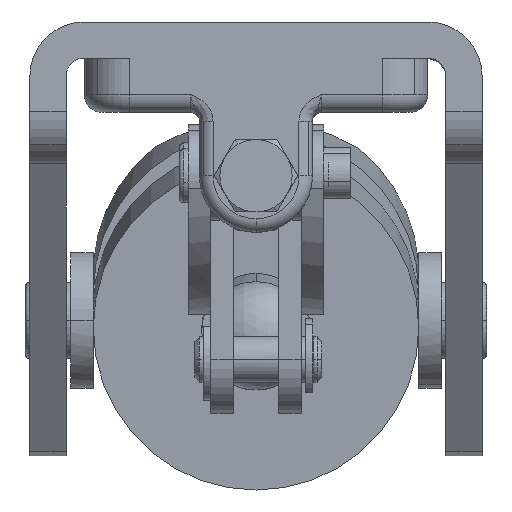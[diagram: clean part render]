
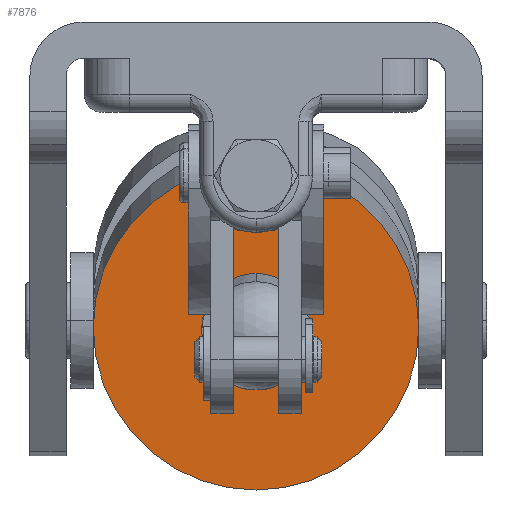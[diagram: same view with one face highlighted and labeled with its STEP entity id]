
A CAD part, left-side view. The second image highlights one B-rep face of the part: STEP entity #7876.
In plain terms, the highlighted planar face has unit normal (-0.998, 0, -0.065).
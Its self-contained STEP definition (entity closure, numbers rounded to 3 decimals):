
#5430=CARTESIAN_POINT('',(117.814,8.343,-41.746));
#5431=VERTEX_POINT('',#5430);
#5440=CARTESIAN_POINT('',(115.459,8.343,-5.823));
#5441=VERTEX_POINT('',#5440);
#5442=CARTESIAN_POINT('',(116.637,8.343,-23.785));
#5443=DIRECTION('',(0.998,0.,0.065));
#5444=DIRECTION('',(0.065,0.,-0.998));
#5445=AXIS2_PLACEMENT_3D('',#5442,#5443,#5444);
#5446=CIRCLE('',#5445,18.);
#5447=EDGE_CURVE('',#5431,#5441,#5446,.T.);
#5638=CARTESIAN_POINT('',(117.029,8.343,-29.772));
#5639=VERTEX_POINT('',#5638);
#5681=CARTESIAN_POINT('',(116.244,8.343,-17.798));
#5682=VERTEX_POINT('',#5681);
#5689=CARTESIAN_POINT('',(116.637,8.343,-23.785));
#5690=DIRECTION('',(0.998,0.,0.065));
#5691=DIRECTION('',(0.065,0.,-0.998));
#5692=AXIS2_PLACEMENT_3D('',#5689,#5690,#5691);
#5693=CIRCLE('',#5692,6.);
#5694=EDGE_CURVE('',#5639,#5682,#5693,.T.);
#7822=CARTESIAN_POINT('',(116.637,8.343,-23.785));
#7823=DIRECTION('',(0.998,0.,0.065));
#7824=DIRECTION('',(0.065,0.,-0.998));
#7825=AXIS2_PLACEMENT_3D('',#7822,#7823,#7824);
#7826=CIRCLE('',#7825,6.);
#7827=EDGE_CURVE('',#5682,#5639,#7826,.T.);
#7857=CARTESIAN_POINT('',(117.422,8.343,-35.759));
#7858=DIRECTION('',(-0.998,0.,-0.065));
#7859=DIRECTION('',(0.0,1.0,0.0));
#7860=AXIS2_PLACEMENT_3D('',#7857,#7858,#7859);
#7861=PLANE('',#7860);
#7862=ORIENTED_EDGE('',*,*,#5447,.F.);
#7863=CARTESIAN_POINT('',(116.637,8.343,-23.785));
#7864=DIRECTION('',(0.998,0.,0.065));
#7865=DIRECTION('',(0.065,0.,-0.998));
#7866=AXIS2_PLACEMENT_3D('',#7863,#7864,#7865);
#7867=CIRCLE('',#7866,18.);
#7868=EDGE_CURVE('',#5441,#5431,#7867,.T.);
#7869=ORIENTED_EDGE('',*,*,#7868,.F.);
#7870=EDGE_LOOP('',(#7862,#7869));
#7871=FACE_OUTER_BOUND('',#7870,.T.);
#7872=ORIENTED_EDGE('',*,*,#5694,.T.);
#7873=ORIENTED_EDGE('',*,*,#7827,.T.);
#7874=EDGE_LOOP('',(#7872,#7873));
#7875=FACE_BOUND('',#7874,.T.);
#7876=ADVANCED_FACE('',(#7871,#7875),#7861,.T.);
